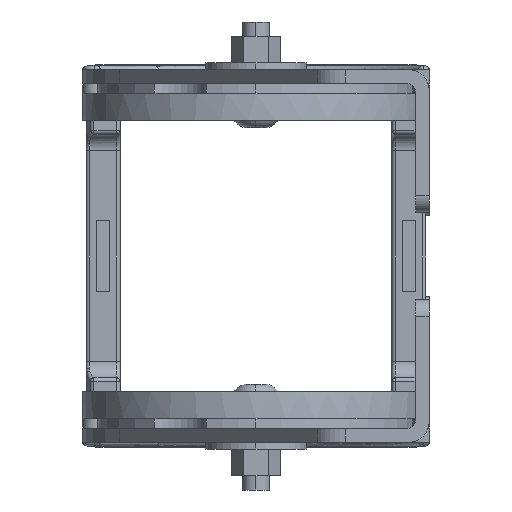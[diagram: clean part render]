
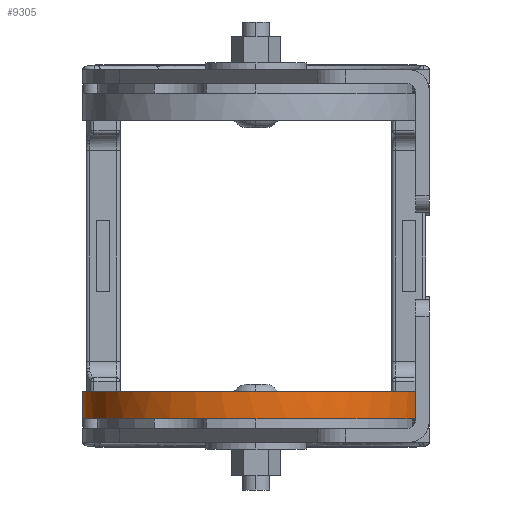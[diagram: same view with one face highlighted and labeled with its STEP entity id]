
A CAD part, left-side view. The second image highlights one B-rep face of the part: STEP entity #9305.
In plain terms, the highlighted cylindrical face has radius 51.061 mm (diameter 102.122 mm), a partial arc.
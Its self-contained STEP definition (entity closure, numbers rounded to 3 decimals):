
#565 = CARTESIAN_POINT ( 'NONE',  ( -54.292, 0.201, -303.055 ) ) ;
#2278 = CARTESIAN_POINT ( 'NONE',  ( -54.292, 51.262, -295.055 ) ) ;
#2512 = DIRECTION ( 'NONE',  ( 0., 0., -1. ) ) ;
#3816 = CARTESIAN_POINT ( 'NONE',  ( -54.292, -50.86, -303.055 ) ) ;
#6734 = VECTOR ( 'NONE', #2512, 1000. ) ;
#8766 = CARTESIAN_POINT ( 'NONE',  ( -54.292, 51.262, -303.055 ) ) ;
#9025 = CARTESIAN_POINT ( 'NONE',  ( -54.292, 51.262, -295.055 ) ) ;
#9305 = ADVANCED_FACE ( 'NONE', ( #12032 ), #53002, .T. ) ;
#11029 = VERTEX_POINT ( 'NONE', #8766 ) ;
#11287 = CARTESIAN_POINT ( 'NONE',  ( -54.292, 51.262, -295.055 ) ) ;
#12032 = FACE_OUTER_BOUND ( 'NONE', #13994, .T. ) ;
#13131 = DIRECTION ( 'NONE',  ( -1., 0., 0. ) ) ;
#13994 = EDGE_LOOP ( 'NONE', ( #42279, #44998, #47577, #45935 ) ) ;
#18331 = LINE ( 'NONE', #11287, #6734 ) ;
#18438 = EDGE_CURVE ( 'NONE', #20391, #11029, #18331, .T. ) ;
#19672 = CARTESIAN_POINT ( 'NONE',  ( -54.292, 0.201, -295.055 ) ) ;
#20391 = VERTEX_POINT ( 'NONE', #9025 ) ;
#20417 = LINE ( 'NONE', #56171, #25920 ) ;
#24517 = CARTESIAN_POINT ( 'NONE',  ( -54.292, -50.86, -295.055 ) ) ;
#25920 = VECTOR ( 'NONE', #46599, 1000. ) ;
#28458 = DIRECTION ( 'NONE',  ( 0., -1., 0. ) ) ;
#28584 = CARTESIAN_POINT ( 'NONE',  ( -156.414, -50.86, -295.055 ) ) ;
#30843 = CIRCLE ( 'NONE', #51178, 51.061 ) ;
#32680 = DIRECTION ( 'NONE',  ( 0., 0., -1. ) ) ;
#35558 =( BOUNDED_CURVE ( )  B_SPLINE_CURVE ( 3, ( #54567, #28584, #46161, #2278 ),
 .UNSPECIFIED., .F., .T. ) 
 B_SPLINE_CURVE_WITH_KNOTS ( ( 4, 4 ),
 ( 0., 1. ),
 .UNSPECIFIED. ) 
 CURVE ( )  GEOMETRIC_REPRESENTATION_ITEM ( )  RATIONAL_B_SPLINE_CURVE ( ( 1., 0.333, 0.333, 1. ) ) 
 REPRESENTATION_ITEM ( '' )  );
#39257 = DIRECTION ( 'NONE',  ( 0., 0., -1. ) ) ;
#39497 = AXIS2_PLACEMENT_3D ( 'NONE', #19672, #32680, #28458 ) ;
#39895 = EDGE_CURVE ( 'NONE', #47717, #11029, #30843, .T. ) ;
#41172 = EDGE_CURVE ( 'NONE', #47135, #20391, #35558, .T. ) ;
#41668 = EDGE_CURVE ( 'NONE', #47135, #47717, #20417, .T. ) ;
#42279 = ORIENTED_EDGE ( 'NONE', *, *, #41668, .F. ) ;
#44998 = ORIENTED_EDGE ( 'NONE', *, *, #41172, .T. ) ;
#45935 = ORIENTED_EDGE ( 'NONE', *, *, #39895, .F. ) ;
#46161 = CARTESIAN_POINT ( 'NONE',  ( -156.414, 51.262, -295.055 ) ) ;
#46599 = DIRECTION ( 'NONE',  ( 0., 0., -1. ) ) ;
#47135 = VERTEX_POINT ( 'NONE', #24517 ) ;
#47577 = ORIENTED_EDGE ( 'NONE', *, *, #18438, .T. ) ;
#47717 = VERTEX_POINT ( 'NONE', #3816 ) ;
#51178 = AXIS2_PLACEMENT_3D ( 'NONE', #565, #39257, #13131 ) ;
#53002 = CYLINDRICAL_SURFACE ( 'NONE', #39497, 51.061 ) ;
#54567 = CARTESIAN_POINT ( 'NONE',  ( -54.292, -50.86, -295.055 ) ) ;
#56171 = CARTESIAN_POINT ( 'NONE',  ( -54.292, -50.86, -295.055 ) ) ;
